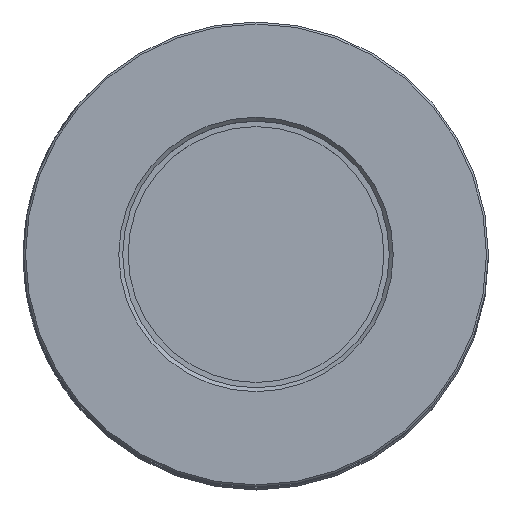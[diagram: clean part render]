
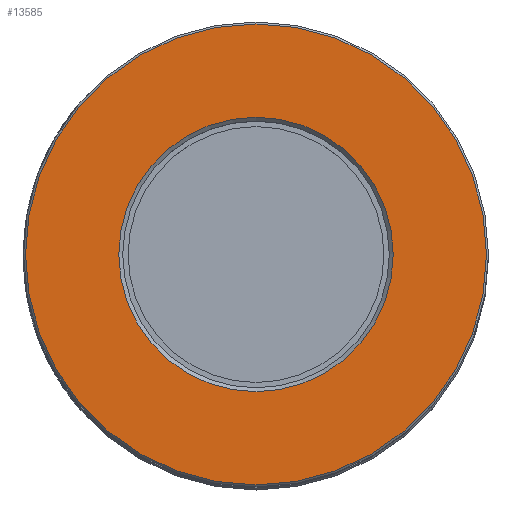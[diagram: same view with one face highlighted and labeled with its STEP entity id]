
A CAD part, top view. The second image highlights one B-rep face of the part: STEP entity #13585.
In plain terms, the highlighted planar face has unit normal (0, 0, 1).
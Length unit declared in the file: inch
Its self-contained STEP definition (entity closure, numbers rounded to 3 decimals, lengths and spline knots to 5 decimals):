
#4670=VERTEX_POINT('',#33878);
#4671=VERTEX_POINT('',#33881);
#4938=CIRCLE('',#14136,0.58555);
#4939=CIRCLE('',#14138,0.34858);
#6998=EDGE_CURVE('',#4670,#4670,#4938,.T.);
#6999=EDGE_CURVE('',#4671,#4671,#4939,.T.);
#11098=ORIENTED_EDGE('',*,*,#6999,.F.);
#11099=ORIENTED_EDGE('',*,*,#6998,.F.);
#11950=EDGE_LOOP('',(#11098));
#11951=EDGE_LOOP('',(#11099));
#12802=FACE_BOUND('',#11950,.T.);
#12803=FACE_BOUND('',#11951,.T.);
#13585=ADVANCED_FACE('',(#12802,#12803),#34153,.F.);
#14136=AXIS2_PLACEMENT_3D('',#33877,#15886,#15887);
#14137=AXIS2_PLACEMENT_3D('',#33879,#15888,$);
#14138=AXIS2_PLACEMENT_3D('',#33880,#15889,#15890);
#15886=DIRECTION('',(0.,0.,-1.));
#15887=DIRECTION('',(-0.586,0.,0.));
#15888=DIRECTION('',(0.,0.,-1.));
#15889=DIRECTION('',(0.,0.,1.));
#15890=DIRECTION('',(-0.349,0.,0.));
#33877=CARTESIAN_POINT('',(0.,0.,0.));
#33878=CARTESIAN_POINT('',(0.58555,0.,0.));
#33879=CARTESIAN_POINT('',(0.,0.,0.));
#33880=CARTESIAN_POINT('',(0.,0.,0.));
#33881=CARTESIAN_POINT('',(0.34858,0.,0.));
#34153=PLANE('',#14137);
